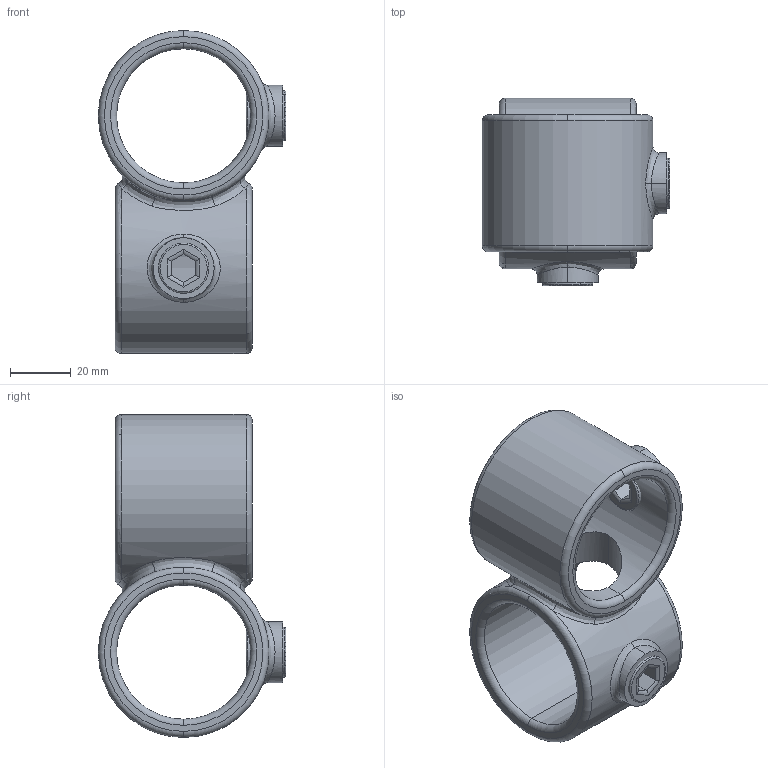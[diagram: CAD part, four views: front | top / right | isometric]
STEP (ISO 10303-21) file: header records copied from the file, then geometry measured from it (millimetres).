
FILE_DESCRIPTION (( 'STEP AP203' ), '1' );
FILE_NAME ('161-C42.step', '2015-09-17T16:25:07', ( '' ), ( '' ), 'SwSTEP 2.0', 'SolidWorks 2015', '' );
FILE_SCHEMA (( 'CONFIG_CONTROL_DESIGN' ));
Length unit declared in the file: millimetre
Products named in the file (3): 161-C42 Teil1; 161-C42 Teil2; 161-C42
Assembly tree (3 placements, depth 2):
  161-C42
    161-C42 Teil1
    161-C42 Teil2  x2
Bounding box: 61.5 x 61.5 x 106 mm (x, y, z)
Volume: 78468.8 mm3; surface area: 31420.3 mm2
Topology: 3 solids, 3 shells, 102 faces, 238 edges, 142 vertices
Faces by surface type: cylinder 44, torus 24, plane 22, bspline 12
Entity records: 4575 total; most frequent: CARTESIAN_POINT 2562, ORIENTED_EDGE 364, DIRECTION 348, EDGE_CURVE 182, AXIS2_PLACEMENT_3D 150, VERTEX_POINT 110, EDGE_LOOP 88, CIRCLE 80
